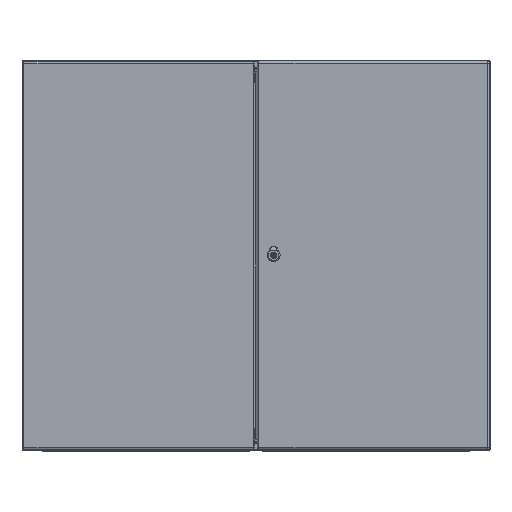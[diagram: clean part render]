
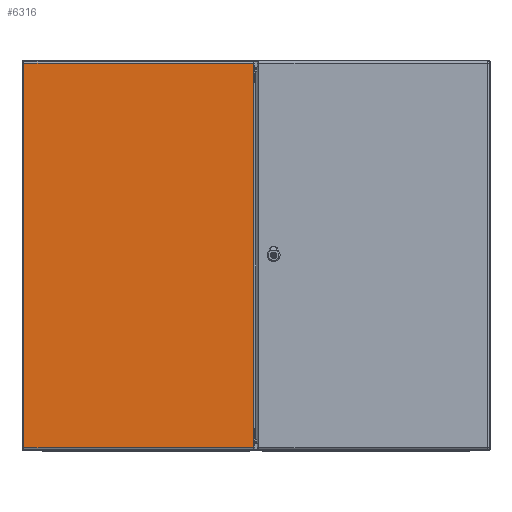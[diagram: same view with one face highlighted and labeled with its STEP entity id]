
A CAD part, top view. The second image highlights one B-rep face of the part: STEP entity #6316.
In plain terms, the highlighted face is planar.
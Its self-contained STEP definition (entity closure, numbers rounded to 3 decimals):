
#6316=ADVANCED_FACE('',(#7725),#6960,.F.);
#6960=PLANE('',#24378);
#7725=FACE_OUTER_BOUND('',#9111,.T.);
#9111=EDGE_LOOP('',(#13637,#13638,#13639,#13640));
#13637=ORIENTED_EDGE('',*,*,#19401,.T.);
#13638=ORIENTED_EDGE('',*,*,#19402,.T.);
#13639=ORIENTED_EDGE('',*,*,#19403,.T.);
#13640=ORIENTED_EDGE('',*,*,#19404,.T.);
#16838=VERTEX_POINT('',#40632);
#16839=VERTEX_POINT('',#40633);
#16840=VERTEX_POINT('',#40635);
#16841=VERTEX_POINT('',#40637);
#19401=EDGE_CURVE('',#16838,#16839,#21067,.T.);
#19402=EDGE_CURVE('',#16839,#16840,#21068,.T.);
#19403=EDGE_CURVE('',#16840,#16841,#21069,.T.);
#19404=EDGE_CURVE('',#16841,#16838,#21070,.T.);
#21067=LINE('',#40631,#22345);
#21068=LINE('',#40634,#22346);
#21069=LINE('',#40636,#22347);
#21070=LINE('',#40638,#22348);
#22345=VECTOR('',#29152,1.);
#22346=VECTOR('',#29153,1.);
#22347=VECTOR('',#29154,1.);
#22348=VECTOR('',#29155,1.);
#24378=AXIS2_PLACEMENT_3D('',#40639,#29156,#29157);
#29152=DIRECTION('',(-1.,0.,0.));
#29153=DIRECTION('',(0.,1.,0.));
#29154=DIRECTION('',(1.,0.,0.));
#29155=DIRECTION('',(0.,-1.,0.));
#29156=DIRECTION('',(0.,0.,1.));
#29157=DIRECTION('',(1.,0.,0.));
#40631=CARTESIAN_POINT('',(0.,-493.5,0.));
#40632=CARTESIAN_POINT('',(294.,-493.5,0.));
#40633=CARTESIAN_POINT('',(-294.,-493.5,0.));
#40634=CARTESIAN_POINT('',(-294.,0.,0.));
#40635=CARTESIAN_POINT('',(-294.,493.5,0.));
#40636=CARTESIAN_POINT('',(0.,493.5,0.));
#40637=CARTESIAN_POINT('',(294.,493.5,0.));
#40638=CARTESIAN_POINT('',(294.,0.,0.));
#40639=CARTESIAN_POINT('',(0.,0.,0.));
